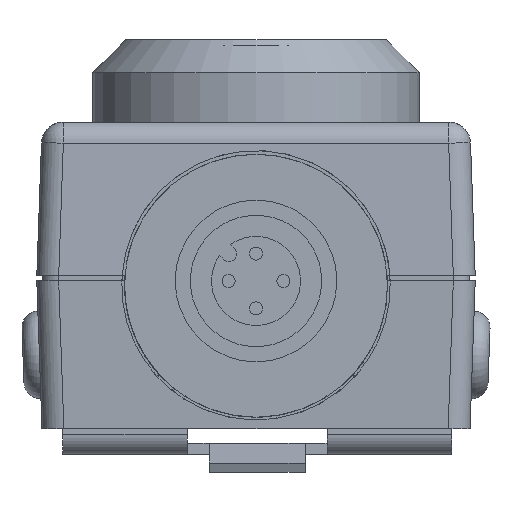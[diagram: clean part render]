
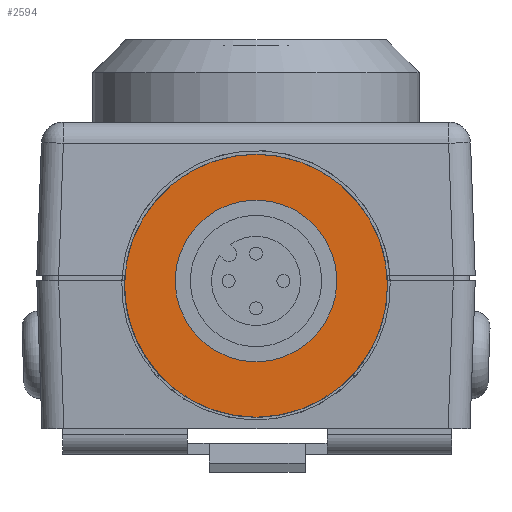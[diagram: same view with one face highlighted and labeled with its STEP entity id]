
A CAD part, front view. The second image highlights one B-rep face of the part: STEP entity #2594.
In plain terms, the highlighted planar face has unit normal (0, -1, 0).
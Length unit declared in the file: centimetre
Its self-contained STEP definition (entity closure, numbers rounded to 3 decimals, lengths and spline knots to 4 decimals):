
#698=PLANE('',#2778);
#822=VERTEX_POINT('',#3811);
#823=VERTEX_POINT('',#3817);
#1018=CIRCLE('',#2768,0.7375);
#1021=CIRCLE('',#2773,1.2);
#1171=EDGE_CURVE('',#822,#822,#1018,.T.);
#1174=EDGE_CURVE('',#823,#823,#1021,.T.);
#1572=ORIENTED_EDGE('',*,*,#1171,.T.);
#1573=ORIENTED_EDGE('',*,*,#1174,.F.);
#2203=EDGE_LOOP('',(#1572));
#2204=EDGE_LOOP('',(#1573));
#2409=FACE_BOUND('',#2203,.T.);
#2410=FACE_BOUND('',#2204,.T.);
#2594=ADVANCED_FACE('',(#2409,#2410),#698,.T.);
#2768=AXIS2_PLACEMENT_3D('',#3810,#3106,#3107);
#2773=AXIS2_PLACEMENT_3D('',#3816,#3115,#3116);
#2778=AXIS2_PLACEMENT_3D('',#3830,#3127,$);
#3106=DIRECTION('',(0.,1.,0.));
#3107=DIRECTION('',(0.738,0.,0.));
#3115=DIRECTION('',(0.,1.,0.));
#3116=DIRECTION('',(1.2,0.,0.));
#3127=DIRECTION('',(0.,-1.,0.));
#3810=CARTESIAN_POINT('',(0.,-5.45,0.));
#3811=CARTESIAN_POINT('',(0.7375,-5.45,0.));
#3816=CARTESIAN_POINT('',(0.,-5.45,-0.0435));
#3817=CARTESIAN_POINT('',(1.2,-5.45,-0.0435));
#3830=CARTESIAN_POINT('',(0.,-5.45,-0.0435));
